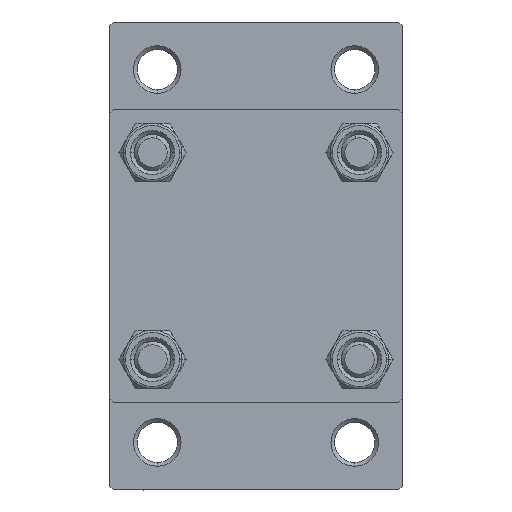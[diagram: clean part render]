
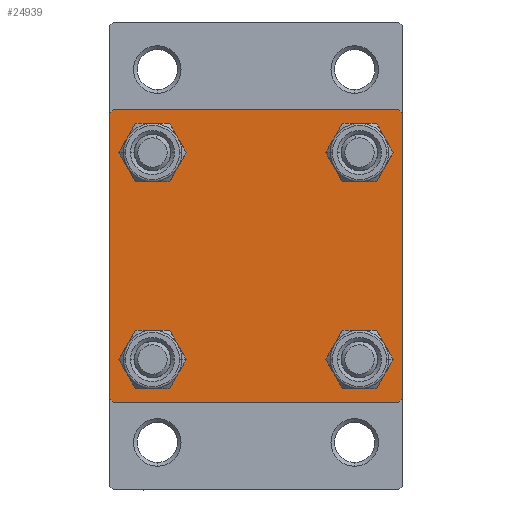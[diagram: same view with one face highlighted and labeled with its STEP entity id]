
A CAD part, left-side view. The second image highlights one B-rep face of the part: STEP entity #24939.
In plain terms, the highlighted planar face has unit normal (-1, 0, 0).
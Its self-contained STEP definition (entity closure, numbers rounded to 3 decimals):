
#137 = ORIENTED_EDGE ( 'NONE', *, *, #37798, .F. ) ;
#613 = AXIS2_PLACEMENT_3D ( 'NONE', #19071, #4001, #15733 ) ;
#706 = EDGE_CURVE ( 'NONE', #43736, #5799, #28651, .T. ) ;
#1209 = ORIENTED_EDGE ( 'NONE', *, *, #30841, .T. ) ;
#1231 = VECTOR ( 'NONE', #45483, 1000. ) ;
#1320 = CARTESIAN_POINT ( 'NONE',  ( 0., 14.15, 14.15 ) ) ;
#1954 = CARTESIAN_POINT ( 'NONE',  ( 0., 20., 20. ) ) ;
#2393 = EDGE_LOOP ( 'NONE', ( #20809, #47040 ) ) ;
#2529 = VERTEX_POINT ( 'NONE', #41793 ) ;
#3440 = VECTOR ( 'NONE', #42144, 1000. ) ;
#3453 = LINE ( 'NONE', #25680, #19511 ) ;
#3638 = ORIENTED_EDGE ( 'NONE', *, *, #28515, .F. ) ;
#3785 = DIRECTION ( 'NONE',  ( -1., 0., 0. ) ) ;
#4001 = DIRECTION ( 'NONE',  ( 1., 0., 0. ) ) ;
#4022 = VERTEX_POINT ( 'NONE', #27703 ) ;
#4627 = DIRECTION ( 'NONE',  ( 0., 0., 1. ) ) ;
#5394 = EDGE_CURVE ( 'NONE', #29319, #23782, #11257, .T. ) ;
#5799 = VERTEX_POINT ( 'NONE', #46173 ) ;
#6540 = AXIS2_PLACEMENT_3D ( 'NONE', #43569, #43334, #6756 ) ;
#6656 = VECTOR ( 'NONE', #41500, 1000. ) ;
#6756 = DIRECTION ( 'NONE',  ( 0., 0., 1. ) ) ;
#7201 = CIRCLE ( 'NONE', #12569, 3. ) ;
#7234 = VECTOR ( 'NONE', #13319, 1000. ) ;
#7237 = AXIS2_PLACEMENT_3D ( 'NONE', #37802, #27034, #45220 ) ;
#7327 = CARTESIAN_POINT ( 'NONE',  ( 0., -20., 19.5 ) ) ;
#7428 = DIRECTION ( 'NONE',  ( 0., 0., 1. ) ) ;
#7760 = EDGE_LOOP ( 'NONE', ( #15840, #25969 ) ) ;
#8610 = EDGE_CURVE ( 'NONE', #37683, #38884, #45316, .T. ) ;
#9926 = VERTEX_POINT ( 'NONE', #7327 ) ;
#11257 = CIRCLE ( 'NONE', #37984, 3. ) ;
#11352 = ORIENTED_EDGE ( 'NONE', *, *, #36335, .T. ) ;
#11420 = EDGE_CURVE ( 'NONE', #5799, #43736, #47213, .T. ) ;
#12569 = AXIS2_PLACEMENT_3D ( 'NONE', #17566, #14866, #22035 ) ;
#13020 = DIRECTION ( 'NONE',  ( 0., -0.707, 0.707 ) ) ;
#13319 = DIRECTION ( 'NONE',  ( 0., -0.707, -0.707 ) ) ;
#13682 = CARTESIAN_POINT ( 'NONE',  ( 0., -14.15, 17.15 ) ) ;
#13772 = CARTESIAN_POINT ( 'NONE',  ( 0., -14.15, -14.15 ) ) ;
#14003 = DIRECTION ( 'NONE',  ( 0., 0., 1. ) ) ;
#14320 = CARTESIAN_POINT ( 'NONE',  ( 0., -19.75, 19.75 ) ) ;
#14549 = LINE ( 'NONE', #14320, #23983 ) ;
#14789 = FACE_BOUND ( 'NONE', #2393, .T. ) ;
#14866 = DIRECTION ( 'NONE',  ( 1., 0., 0. ) ) ;
#15369 = EDGE_CURVE ( 'NONE', #32636, #28729, #26742, .T. ) ;
#15733 = DIRECTION ( 'NONE',  ( 0., 0., 1. ) ) ;
#15840 = ORIENTED_EDGE ( 'NONE', *, *, #26806, .T. ) ;
#16393 = CARTESIAN_POINT ( 'NONE',  ( 0., 19.75, 19.75 ) ) ;
#17260 = ORIENTED_EDGE ( 'NONE', *, *, #31354, .T. ) ;
#17566 = CARTESIAN_POINT ( 'NONE',  ( 0., 14.15, -14.15 ) ) ;
#17898 = DIRECTION ( 'NONE',  ( 0., 0.707, 0.707 ) ) ;
#18042 = EDGE_LOOP ( 'NONE', ( #45086, #33084, #32449, #17260, #3638, #1209, #137, #33865 ) ) ;
#18858 = PLANE ( 'NONE',  #26888 ) ;
#19071 = CARTESIAN_POINT ( 'NONE',  ( 0., -14.15, -14.15 ) ) ;
#19202 = CARTESIAN_POINT ( 'NONE',  ( 0., 19.5, 20. ) ) ;
#19337 = FACE_BOUND ( 'NONE', #23627, .T. ) ;
#19511 = VECTOR ( 'NONE', #47211, 1000. ) ;
#20120 = CARTESIAN_POINT ( 'NONE',  ( 0., -20., -19.5 ) ) ;
#20384 = CARTESIAN_POINT ( 'NONE',  ( 0., 20., -20. ) ) ;
#20809 = ORIENTED_EDGE ( 'NONE', *, *, #706, .T. ) ;
#20953 = CARTESIAN_POINT ( 'NONE',  ( 0., -14.15, 11.15 ) ) ;
#22035 = DIRECTION ( 'NONE',  ( 0., 0., 1. ) ) ;
#22369 = DIRECTION ( 'NONE',  ( 0., 0., 1. ) ) ;
#22428 = DIRECTION ( 'NONE',  ( 0., 0., 1. ) ) ;
#22670 = CARTESIAN_POINT ( 'NONE',  ( 0., 0., 0. ) ) ;
#22727 = CARTESIAN_POINT ( 'NONE',  ( 0., 19.75, -19.75 ) ) ;
#22801 = DIRECTION ( 'NONE',  ( 1., 0., 0. ) ) ;
#23367 = LINE ( 'NONE', #23596, #33195 ) ;
#23596 = CARTESIAN_POINT ( 'NONE',  ( 0., -20., 20. ) ) ;
#23627 = EDGE_LOOP ( 'NONE', ( #24626, #24153 ) ) ;
#23782 = VERTEX_POINT ( 'NONE', #25425 ) ;
#23949 = LINE ( 'NONE', #20384, #3440 ) ;
#23983 = VECTOR ( 'NONE', #17898, 1000. ) ;
#24153 = ORIENTED_EDGE ( 'NONE', *, *, #40986, .T. ) ;
#24626 = ORIENTED_EDGE ( 'NONE', *, *, #15369, .T. ) ;
#24824 = VERTEX_POINT ( 'NONE', #29930 ) ;
#24939 = ADVANCED_FACE ( 'NONE', ( #19337, #14789, #37007, #37482, #33908 ), #18858, .T. ) ;
#25412 = AXIS2_PLACEMENT_3D ( 'NONE', #44242, #47113, #7428 ) ;
#25425 = CARTESIAN_POINT ( 'NONE',  ( 0., 14.15, 17.15 ) ) ;
#25623 = CIRCLE ( 'NONE', #6540, 3. ) ;
#25680 = CARTESIAN_POINT ( 'NONE',  ( 0., 20., 20. ) ) ;
#25969 = ORIENTED_EDGE ( 'NONE', *, *, #5394, .T. ) ;
#25970 = VERTEX_POINT ( 'NONE', #32531 ) ;
#26432 = DIRECTION ( 'NONE',  ( 1., 0., 0. ) ) ;
#26742 = CIRCLE ( 'NONE', #32088, 3. ) ;
#26806 = EDGE_CURVE ( 'NONE', #23782, #29319, #46052, .T. ) ;
#26888 = AXIS2_PLACEMENT_3D ( 'NONE', #22670, #3785, #22428 ) ;
#27034 = DIRECTION ( 'NONE',  ( 1., 0., 0. ) ) ;
#27125 = CARTESIAN_POINT ( 'NONE',  ( 0., -19.75, -19.75 ) ) ;
#27231 = VERTEX_POINT ( 'NONE', #43882 ) ;
#27428 = LINE ( 'NONE', #22727, #7234 ) ;
#27703 = CARTESIAN_POINT ( 'NONE',  ( 0., 20., -19.5 ) ) ;
#28014 = CARTESIAN_POINT ( 'NONE',  ( 0., 14.15, 11.15 ) ) ;
#28515 = EDGE_CURVE ( 'NONE', #9926, #38753, #23367, .T. ) ;
#28651 = CIRCLE ( 'NONE', #32482, 3. ) ;
#28729 = VERTEX_POINT ( 'NONE', #20953 ) ;
#29072 = CARTESIAN_POINT ( 'NONE',  ( 0., -14.15, -11.15 ) ) ;
#29156 = CARTESIAN_POINT ( 'NONE',  ( 0., 20., 19.5 ) ) ;
#29319 = VERTEX_POINT ( 'NONE', #28014 ) ;
#29930 = CARTESIAN_POINT ( 'NONE',  ( 0., 19.5, -20. ) ) ;
#30841 = EDGE_CURVE ( 'NONE', #9926, #38222, #14549, .T. ) ;
#31354 = EDGE_CURVE ( 'NONE', #25970, #38753, #41026, .T. ) ;
#31970 = EDGE_CURVE ( 'NONE', #4022, #24824, #27428, .T. ) ;
#32088 = AXIS2_PLACEMENT_3D ( 'NONE', #44324, #22801, #4627 ) ;
#32166 = DIRECTION ( 'NONE',  ( 1., 0., 0. ) ) ;
#32449 = ORIENTED_EDGE ( 'NONE', *, *, #32568, .T. ) ;
#32482 = AXIS2_PLACEMENT_3D ( 'NONE', #13772, #32166, #14003 ) ;
#32531 = CARTESIAN_POINT ( 'NONE',  ( 0., -19.5, -20. ) ) ;
#32568 = EDGE_CURVE ( 'NONE', #24824, #25970, #23949, .T. ) ;
#32636 = VERTEX_POINT ( 'NONE', #13682 ) ;
#33084 = ORIENTED_EDGE ( 'NONE', *, *, #31970, .T. ) ;
#33195 = VECTOR ( 'NONE', #37471, 1000. ) ;
#33829 = EDGE_CURVE ( 'NONE', #27231, #2529, #7201, .T. ) ;
#33865 = ORIENTED_EDGE ( 'NONE', *, *, #8610, .T. ) ;
#33908 = FACE_OUTER_BOUND ( 'NONE', #18042, .T. ) ;
#34241 = ORIENTED_EDGE ( 'NONE', *, *, #33829, .T. ) ;
#35459 = EDGE_CURVE ( 'NONE', #38884, #4022, #3453, .T. ) ;
#36335 = EDGE_CURVE ( 'NONE', #2529, #27231, #25623, .T. ) ;
#37007 = FACE_BOUND ( 'NONE', #42744, .T. ) ;
#37471 = DIRECTION ( 'NONE',  ( 0., 0., -1. ) ) ;
#37482 = FACE_BOUND ( 'NONE', #7760, .T. ) ;
#37683 = VERTEX_POINT ( 'NONE', #19202 ) ;
#37798 = EDGE_CURVE ( 'NONE', #37683, #38222, #41902, .T. ) ;
#37802 = CARTESIAN_POINT ( 'NONE',  ( 0., -14.15, 14.15 ) ) ;
#37984 = AXIS2_PLACEMENT_3D ( 'NONE', #1320, #26432, #22369 ) ;
#38222 = VERTEX_POINT ( 'NONE', #39120 ) ;
#38753 = VERTEX_POINT ( 'NONE', #20120 ) ;
#38884 = VERTEX_POINT ( 'NONE', #29156 ) ;
#39120 = CARTESIAN_POINT ( 'NONE',  ( 0., -19.5, 20. ) ) ;
#40986 = EDGE_CURVE ( 'NONE', #28729, #32636, #44657, .T. ) ;
#41026 = LINE ( 'NONE', #27125, #42362 ) ;
#41500 = DIRECTION ( 'NONE',  ( 0., 0.707, -0.707 ) ) ;
#41793 = CARTESIAN_POINT ( 'NONE',  ( 0., 14.15, -11.15 ) ) ;
#41902 = LINE ( 'NONE', #1954, #1231 ) ;
#42144 = DIRECTION ( 'NONE',  ( 0., -1., 0. ) ) ;
#42362 = VECTOR ( 'NONE', #13020, 1000. ) ;
#42744 = EDGE_LOOP ( 'NONE', ( #11352, #34241 ) ) ;
#43334 = DIRECTION ( 'NONE',  ( 1., 0., 0. ) ) ;
#43569 = CARTESIAN_POINT ( 'NONE',  ( 0., 14.15, -14.15 ) ) ;
#43736 = VERTEX_POINT ( 'NONE', #29072 ) ;
#43882 = CARTESIAN_POINT ( 'NONE',  ( 0., 14.15, -17.15 ) ) ;
#44242 = CARTESIAN_POINT ( 'NONE',  ( 0., 14.15, 14.15 ) ) ;
#44324 = CARTESIAN_POINT ( 'NONE',  ( 0., -14.15, 14.15 ) ) ;
#44657 = CIRCLE ( 'NONE', #7237, 3. ) ;
#45086 = ORIENTED_EDGE ( 'NONE', *, *, #35459, .T. ) ;
#45220 = DIRECTION ( 'NONE',  ( 0., 0., 1. ) ) ;
#45316 = LINE ( 'NONE', #16393, #6656 ) ;
#45483 = DIRECTION ( 'NONE',  ( 0., -1., 0. ) ) ;
#46052 = CIRCLE ( 'NONE', #25412, 3. ) ;
#46173 = CARTESIAN_POINT ( 'NONE',  ( 0., -14.15, -17.15 ) ) ;
#47040 = ORIENTED_EDGE ( 'NONE', *, *, #11420, .T. ) ;
#47113 = DIRECTION ( 'NONE',  ( 1., 0., 0. ) ) ;
#47211 = DIRECTION ( 'NONE',  ( 0., 0., -1. ) ) ;
#47213 = CIRCLE ( 'NONE', #613, 3. ) ;
